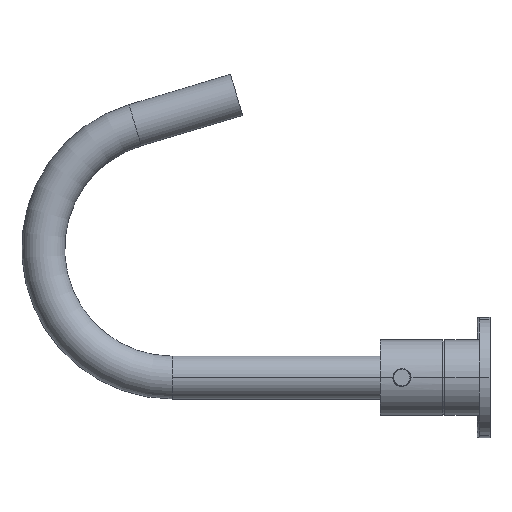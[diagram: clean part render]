
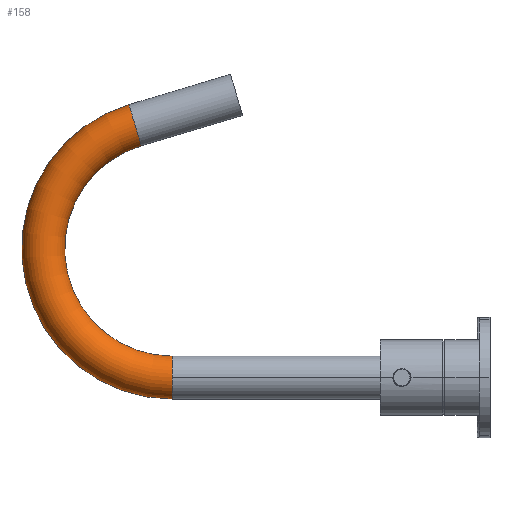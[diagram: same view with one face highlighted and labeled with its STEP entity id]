
A CAD part, left-side view. The second image highlights one B-rep face of the part: STEP entity #158.
In plain terms, the highlighted toroidal (fillet/blend) face has major radius 60 mm and minor radius 10 mm.
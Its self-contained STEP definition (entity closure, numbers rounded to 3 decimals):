
#18 = CARTESIAN_POINT ( 'NONE',  ( -117.478, 159.213, 0. ) ) ;
#158 = ADVANCED_FACE ( 'NONE', ( #1104 ), #1316, .T. ) ;
#161 = DIRECTION ( 'NONE',  ( 1., 0., 0. ) ) ;
#197 = ORIENTED_EDGE ( 'NONE', *, *, #1501, .F. ) ;
#278 = AXIS2_PLACEMENT_3D ( 'NONE', #18, #663, #653 ) ;
#287 = EDGE_CURVE ( 'NONE', #942, #1997, #1415, .T. ) ;
#303 = VERTEX_POINT ( 'NONE', #514 ) ;
#315 = CIRCLE ( 'NONE', #1521, 50. ) ;
#375 = DIRECTION ( 'NONE',  ( 0., 0., 1. ) ) ;
#455 = EDGE_CURVE ( 'NONE', #1051, #942, #315, .T. ) ;
#514 = CARTESIAN_POINT ( 'NONE',  ( 10., 142., 0. ) ) ;
#540 = EDGE_CURVE ( 'NONE', #303, #1997, #1885, .T. ) ;
#597 = AXIS2_PLACEMENT_3D ( 'NONE', #681, #1520, #1338 ) ;
#614 = CARTESIAN_POINT ( 'NONE',  ( -60., 142., 0. ) ) ;
#653 = DIRECTION ( 'NONE',  ( -0.958, 0.287, 0. ) ) ;
#656 = DIRECTION ( 'NONE',  ( 0., 0., 1. ) ) ;
#663 = DIRECTION ( 'NONE',  ( 0.287, 0.958, 0. ) ) ;
#681 = CARTESIAN_POINT ( 'NONE',  ( 0., 142., 0. ) ) ;
#719 = CARTESIAN_POINT ( 'NONE',  ( -60., 142., 0. ) ) ;
#856 = ORIENTED_EDGE ( 'NONE', *, *, #287, .T. ) ;
#942 = VERTEX_POINT ( 'NONE', #1919 ) ;
#1017 = EDGE_LOOP ( 'NONE', ( #1109, #197, #2025, #2005, #856 ) ) ;
#1043 = AXIS2_PLACEMENT_3D ( 'NONE', #614, #1267, #1911 ) ;
#1047 = DIRECTION ( 'NONE',  ( 1., 0., 0. ) ) ;
#1051 = VERTEX_POINT ( 'NONE', #1897 ) ;
#1061 = DIRECTION ( 'NONE',  ( 0., -1., 0. ) ) ;
#1085 = AXIS2_PLACEMENT_3D ( 'NONE', #1566, #1061, #1842 ) ;
#1104 = FACE_OUTER_BOUND ( 'NONE', #1017, .T. ) ;
#1109 = ORIENTED_EDGE ( 'NONE', *, *, #540, .F. ) ;
#1175 = CARTESIAN_POINT ( 'NONE',  ( 0., 142., -10. ) ) ;
#1246 = EDGE_CURVE ( 'NONE', #1051, #1895, #1959, .T. ) ;
#1267 = DIRECTION ( 'NONE',  ( 0., 0., 1. ) ) ;
#1316 = TOROIDAL_SURFACE ( 'NONE', #1043, 60., 10. ) ;
#1338 = DIRECTION ( 'NONE',  ( 1., 0., 0. ) ) ;
#1364 = CARTESIAN_POINT ( 'NONE',  ( -127.058, 162.082, 0. ) ) ;
#1415 = CIRCLE ( 'NONE', #278, 10. ) ;
#1501 = EDGE_CURVE ( 'NONE', #1895, #303, #1717, .T. ) ;
#1520 = DIRECTION ( 'NONE',  ( 0., -1., 0. ) ) ;
#1521 = AXIS2_PLACEMENT_3D ( 'NONE', #719, #375, #1047 ) ;
#1566 = CARTESIAN_POINT ( 'NONE',  ( 0., 142., 0. ) ) ;
#1717 = CIRCLE ( 'NONE', #597, 10. ) ;
#1787 = CARTESIAN_POINT ( 'NONE',  ( -60., 142., 0. ) ) ;
#1842 = DIRECTION ( 'NONE',  ( 1., 0., 0. ) ) ;
#1885 = CIRCLE ( 'NONE', #1989, 70. ) ;
#1895 = VERTEX_POINT ( 'NONE', #1175 ) ;
#1897 = CARTESIAN_POINT ( 'NONE',  ( -10., 142., 0. ) ) ;
#1911 = DIRECTION ( 'NONE',  ( 1., 0., 0. ) ) ;
#1919 = CARTESIAN_POINT ( 'NONE',  ( -107.898, 156.344, 0. ) ) ;
#1959 = CIRCLE ( 'NONE', #1085, 10. ) ;
#1989 = AXIS2_PLACEMENT_3D ( 'NONE', #1787, #656, #161 ) ;
#1997 = VERTEX_POINT ( 'NONE', #1364 ) ;
#2005 = ORIENTED_EDGE ( 'NONE', *, *, #455, .T. ) ;
#2025 = ORIENTED_EDGE ( 'NONE', *, *, #1246, .F. ) ;
